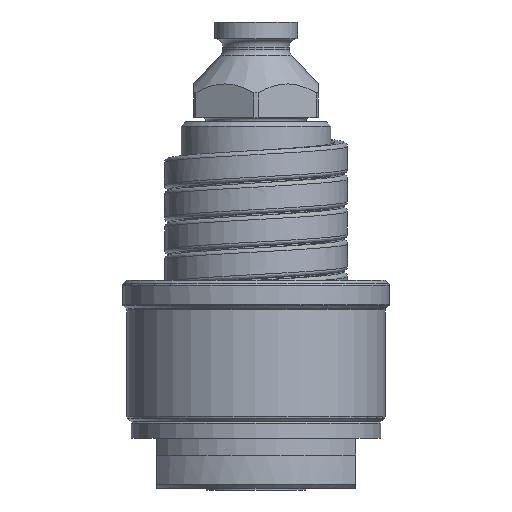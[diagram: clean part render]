
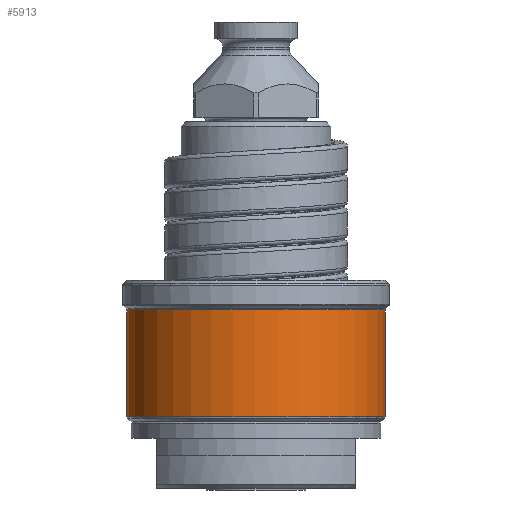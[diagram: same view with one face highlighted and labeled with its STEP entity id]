
A CAD part, front view. The second image highlights one B-rep face of the part: STEP entity #5913.
In plain terms, the highlighted cylindrical face has radius 15.5 mm (diameter 31 mm), a partial arc.
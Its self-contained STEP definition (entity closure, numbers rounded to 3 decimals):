
#135=CARTESIAN_POINT('',(0.,0.,21.417));
#136=DIRECTION('',(0.,0.,-1.));
#137=DIRECTION('',(1.,0.,0.));
#138=AXIS2_PLACEMENT_3D('',#135,#136,#137);
#140=CARTESIAN_POINT('',(0.,0.,21.417));
#141=DIRECTION('',(0.,0.,-1.));
#142=DIRECTION('',(1.,-0.01,0.));
#143=AXIS2_PLACEMENT_3D('',#140,#141,#142);
#160=DIRECTION('',(0.,0.,1.));
#161=VECTOR('',#160,12.835);
#162=CARTESIAN_POINT('',(-15.5,0.,8.583));
#163=LINE('',#162,#161);
#189=CARTESIAN_POINT('',(0.,0.,8.583));
#190=DIRECTION('',(0.,0.,1.));
#191=DIRECTION('',(-1.,0.,0.));
#192=AXIS2_PLACEMENT_3D('',#189,#190,#191);
#194=CARTESIAN_POINT('',(0.,0.,8.583));
#195=DIRECTION('',(0.,0.,1.));
#196=DIRECTION('',(1.,-0.01,0.));
#197=AXIS2_PLACEMENT_3D('',#194,#195,#196);
#3956=DIRECTION('',(0.,0.,1.));
#3957=VECTOR('',#3956,12.835);
#3958=CARTESIAN_POINT('',(15.5,0.,8.583));
#3959=LINE('',#3958,#3957);
#5239=CARTESIAN_POINT('',(-15.5,0.,8.583));
#5240=VERTEX_POINT('',#5239);
#5241=CARTESIAN_POINT('',(15.499,-0.161,
8.583));
#5242=VERTEX_POINT('',#5241);
#5243=CARTESIAN_POINT('',(15.5,0.,8.583));
#5244=VERTEX_POINT('',#5243);
#5245=CARTESIAN_POINT('',(15.5,0.,21.417));
#5246=VERTEX_POINT('',#5245);
#5249=CARTESIAN_POINT('',(-15.5,0.,21.417));
#5250=VERTEX_POINT('',#5249);
#5251=CARTESIAN_POINT('',(15.499,-0.151,
21.417));
#5252=VERTEX_POINT('',#5251);
#5896=CARTESIAN_POINT('',(0.,0.,7.15));
#5897=DIRECTION('',(0.,0.,1.));
#5898=DIRECTION('',(-1.,0.,0.));
#5899=AXIS2_PLACEMENT_3D('',#5896,#5897,#5898);
#5900=CYLINDRICAL_SURFACE('',#5899,15.5);
#5902=ORIENTED_EDGE('',*,*,#5901,.F.);
#5904=ORIENTED_EDGE('',*,*,#5903,.F.);
#5906=ORIENTED_EDGE('',*,*,#5905,.T.);
#5907=ORIENTED_EDGE('',*,*,#5885,.F.);
#5908=ORIENTED_EDGE('',*,*,#5883,.F.);
#5910=ORIENTED_EDGE('',*,*,#5909,.F.);
#5911=EDGE_LOOP('',(#5902,#5904,#5906,#5907,#5908,#5910));
#5912=FACE_OUTER_BOUND('',#5911,.F.);
#139=CIRCLE('',#138,15.5);
#144=CIRCLE('',#143,15.5);
#193=CIRCLE('',#192,15.5);
#198=CIRCLE('',#197,15.5);
#5883=EDGE_CURVE('',#5246,#5252,#139,.T.);
#5885=EDGE_CURVE('',#5252,#5250,#144,.T.);
#5901=EDGE_CURVE('',#5242,#5244,#198,.T.);
#5903=EDGE_CURVE('',#5240,#5242,#193,.T.);
#5905=EDGE_CURVE('',#5240,#5250,#163,.T.);
#5909=EDGE_CURVE('',#5244,#5246,#3959,.T.);
#5913=ADVANCED_FACE('',(#5912),#5900,.T.);
